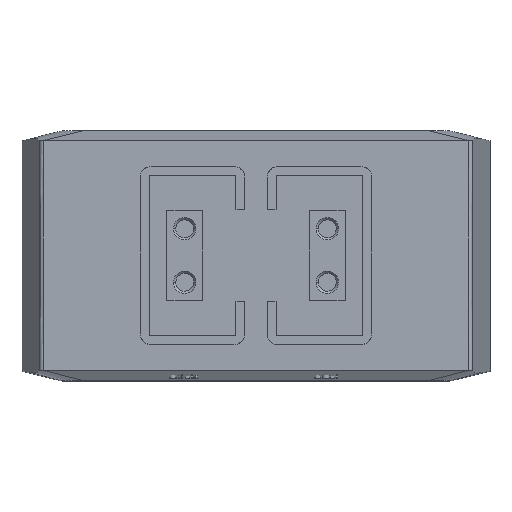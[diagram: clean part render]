
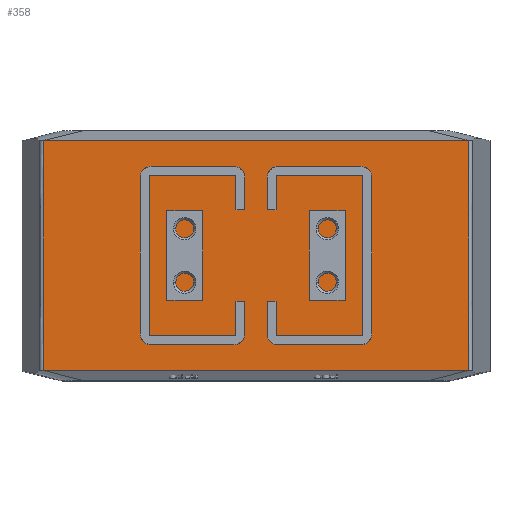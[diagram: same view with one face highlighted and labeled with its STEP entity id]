
A CAD part, top view. The second image highlights one B-rep face of the part: STEP entity #358.
In plain terms, the highlighted free-form (B-spline) face has degree [1, 1] with [2, 2] control points.
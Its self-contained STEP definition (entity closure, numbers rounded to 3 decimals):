
#358=ADVANCED_FACE('',(#574),#2971,.T.);
#574=FACE_OUTER_BOUND('',#803,.T.);
#803=EDGE_LOOP('',(#1515,#1516,#1517,#1518));
#1515=ORIENTED_EDGE('',*,*,#2348,.T.);
#1516=ORIENTED_EDGE('',*,*,#2353,.F.);
#1517=ORIENTED_EDGE('',*,*,#2349,.T.);
#1518=ORIENTED_EDGE('',*,*,#2351,.T.);
#2348=EDGE_CURVE('',#2773,#2774,#8278,.T.);
#2349=EDGE_CURVE('',#2775,#2776,#8279,.T.);
#2351=EDGE_CURVE('',#2776,#2773,#8281,.T.);
#2353=EDGE_CURVE('',#2775,#2774,#8283,.T.);
#2773=VERTEX_POINT('',#6722);
#2774=VERTEX_POINT('',#6723);
#2775=VERTEX_POINT('',#6724);
#2776=VERTEX_POINT('',#6725);
#2971=B_SPLINE_SURFACE_WITH_KNOTS('',1,1,((#6334,#6335),(#6336,#6337)),.UNSPECIFIED.,
.F.,.F.,.F.,(2,2),(2,2),(4.82,100.18),(2.262,
53.738),.UNSPECIFIED.);
#6030=CARTESIAN_POINT('',(4.82,53.738,110.));
#6031=CARTESIAN_POINT('',(4.82,36.579,110.));
#6032=CARTESIAN_POINT('',(4.82,19.421,110.));
#6033=CARTESIAN_POINT('',(4.82,2.262,110.));
#6034=CARTESIAN_POINT('',(100.18,2.262,110.));
#6035=CARTESIAN_POINT('',(100.18,19.421,110.));
#6036=CARTESIAN_POINT('',(100.18,36.579,110.));
#6037=CARTESIAN_POINT('',(100.18,53.738,110.));
#6042=CARTESIAN_POINT('',(100.18,53.738,110.));
#6043=CARTESIAN_POINT('',(68.393,53.738,110.));
#6044=CARTESIAN_POINT('',(36.607,53.738,110.));
#6045=CARTESIAN_POINT('',(4.82,53.738,110.));
#6050=CARTESIAN_POINT('',(100.18,2.262,110.));
#6051=CARTESIAN_POINT('',(68.393,2.262,110.));
#6052=CARTESIAN_POINT('',(36.607,2.262,110.));
#6053=CARTESIAN_POINT('',(4.82,2.262,110.));
#6334=CARTESIAN_POINT('',(100.18,53.738,110.));
#6335=CARTESIAN_POINT('',(100.18,2.262,110.));
#6336=CARTESIAN_POINT('',(4.82,53.738,110.));
#6337=CARTESIAN_POINT('',(4.82,2.262,110.));
#6722=CARTESIAN_POINT('',(4.82,53.738,110.));
#6723=CARTESIAN_POINT('',(4.82,2.262,110.));
#6724=CARTESIAN_POINT('',(100.18,2.262,110.));
#6725=CARTESIAN_POINT('',(100.18,53.738,110.));
#8278=B_SPLINE_CURVE_WITH_KNOTS('',3,(#6030,#6031,#6032,#6033),.UNSPECIFIED.,
.F.,.F.,(4,4),(-52.674,-1.198),.UNSPECIFIED.);
#8279=B_SPLINE_CURVE_WITH_KNOTS('',3,(#6034,#6035,#6036,#6037),.UNSPECIFIED.,
.F.,.F.,(4,4),(1.198,52.674),.UNSPECIFIED.);
#8281=B_SPLINE_CURVE_WITH_KNOTS('',3,(#6042,#6043,#6044,#6045),.UNSPECIFIED.,
.F.,.F.,(4,4),(-100.18,-4.82),.UNSPECIFIED.);
#8283=B_SPLINE_CURVE_WITH_KNOTS('',3,(#6050,#6051,#6052,#6053),.UNSPECIFIED.,
.F.,.F.,(4,4),(-100.18,-4.82),.UNSPECIFIED.);
